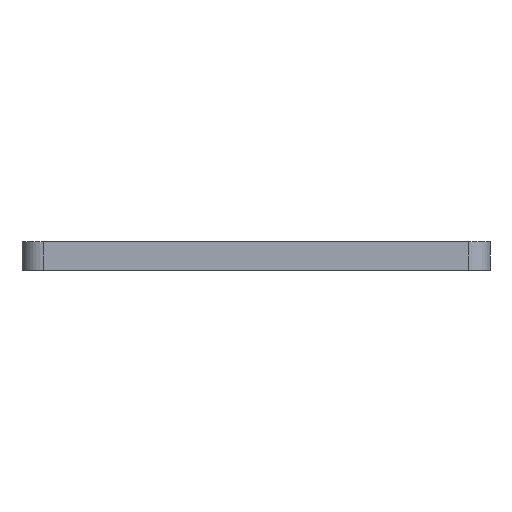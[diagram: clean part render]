
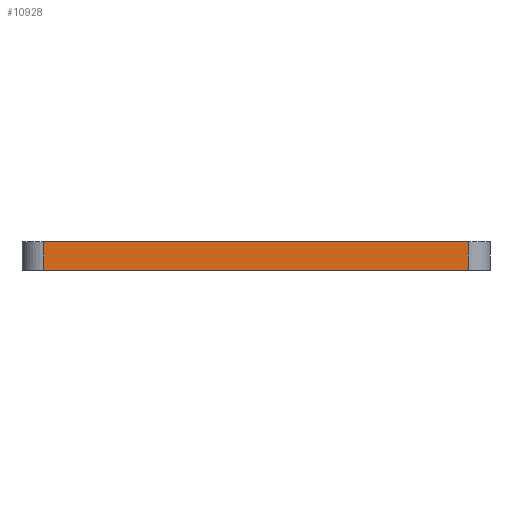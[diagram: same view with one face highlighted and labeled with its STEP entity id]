
A CAD part, left-side view. The second image highlights one B-rep face of the part: STEP entity #10928.
In plain terms, the highlighted planar face has unit normal (-1, 0, 0).
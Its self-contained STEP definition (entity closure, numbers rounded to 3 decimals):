
#571=PLANE('',#11501);
#1102=FACE_OUTER_BOUND('',#1697,.T.);
#1697=EDGE_LOOP('',(#9857,#9858,#9859,#9860));
#2107=LINE('',#18059,#3407);
#3320=LINE('',#23496,#4620);
#3321=LINE('',#23499,#4621);
#3322=LINE('',#23500,#4622);
#3407=VECTOR('',#11809,10.);
#4620=VECTOR('',#13908,10.);
#4621=VECTOR('',#13911,10.);
#4622=VECTOR('',#13912,10.);
#4835=VERTEX_POINT('',#18056);
#4836=VERTEX_POINT('',#18058);
#5655=VERTEX_POINT('',#23494);
#5656=VERTEX_POINT('',#23498);
#5936=EDGE_CURVE('',#4835,#4836,#2107,.T.);
#7201=EDGE_CURVE('',#5655,#4836,#3320,.T.);
#7202=EDGE_CURVE('',#5656,#5655,#3321,.T.);
#7203=EDGE_CURVE('',#5656,#4835,#3322,.T.);
#9857=ORIENTED_EDGE('',*,*,#7202,.T.);
#9858=ORIENTED_EDGE('',*,*,#7201,.T.);
#9859=ORIENTED_EDGE('',*,*,#5936,.F.);
#9860=ORIENTED_EDGE('',*,*,#7203,.F.);
#10928=ADVANCED_FACE('',(#1102),#571,.T.);
#11501=AXIS2_PLACEMENT_3D('',#23497,#13909,#13910);
#11809=DIRECTION('',(0.,-1.,0.));
#13908=DIRECTION('',(0.,0.,1.));
#13909=DIRECTION('center_axis',(-1.,0.,0.));
#13910=DIRECTION('ref_axis',(0.,-1.,0.));
#13911=DIRECTION('',(0.,-1.,0.));
#13912=DIRECTION('',(0.,0.,1.));
#18056=CARTESIAN_POINT('',(-62.5,29.5,4.));
#18058=CARTESIAN_POINT('',(-62.5,-29.5,4.));
#18059=CARTESIAN_POINT('',(-62.5,29.5,4.));
#23494=CARTESIAN_POINT('',(-62.5,-29.5,0.));
#23496=CARTESIAN_POINT('',(-62.5,-29.5,0.));
#23497=CARTESIAN_POINT('Origin',(-62.5,29.5,0.));
#23498=CARTESIAN_POINT('',(-62.5,29.5,0.));
#23499=CARTESIAN_POINT('',(-62.5,29.5,0.));
#23500=CARTESIAN_POINT('',(-62.5,29.5,0.));
